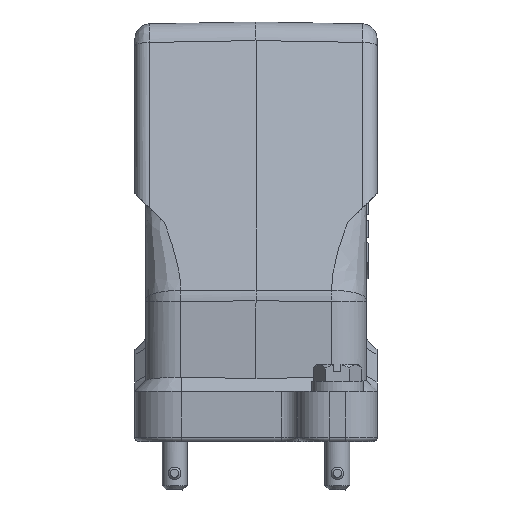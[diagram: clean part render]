
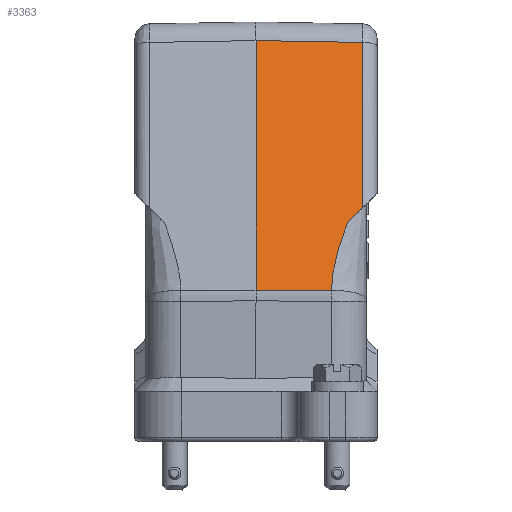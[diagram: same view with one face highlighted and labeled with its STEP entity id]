
A CAD part, left-side view. The second image highlights one B-rep face of the part: STEP entity #3363.
In plain terms, the highlighted planar face has unit normal (-0.966, -0.018, 0.259).
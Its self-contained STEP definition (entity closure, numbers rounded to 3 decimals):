
#2673=FACE_OUTER_BOUND('',#4146,.T.);
#3083=(
BOUNDED_CURVE()
B_SPLINE_CURVE(3,(#15407,#15408,#15409,#15410,#15411,#15412,#15413,#15414,
#15415,#15416),.UNSPECIFIED.,.F.,.F.)
B_SPLINE_CURVE_WITH_KNOTS((4,3,3,4),(0.,0.192,0.32,
1.),.UNSPECIFIED.)
CURVE()
GEOMETRIC_REPRESENTATION_ITEM()
RATIONAL_B_SPLINE_CURVE((1.,1.,1.,1.,1.,1.,1.,1.,1.,1.))
REPRESENTATION_ITEM('')
);
#3363=ADVANCED_FACE('',(#2673),#3756,.T.);
#3756=PLANE('',#10397);
#4146=EDGE_LOOP('',(#5203,#5204,#5205,#5206,#5207,#5208));
#5203=ORIENTED_EDGE('',*,*,#7847,.T.);
#5204=ORIENTED_EDGE('',*,*,#7848,.T.);
#5205=ORIENTED_EDGE('',*,*,#7838,.T.);
#5206=ORIENTED_EDGE('',*,*,#7849,.T.);
#5207=ORIENTED_EDGE('',*,*,#7850,.T.);
#5208=ORIENTED_EDGE('',*,*,#7851,.T.);
#7076=VERTEX_POINT('',#15374);
#7077=VERTEX_POINT('',#15375);
#7084=VERTEX_POINT('',#15402);
#7085=VERTEX_POINT('',#15403);
#7086=VERTEX_POINT('',#15406);
#7087=VERTEX_POINT('',#15417);
#7838=EDGE_CURVE('',#7076,#7077,#8667,.T.);
#7847=EDGE_CURVE('',#7084,#7085,#8675,.T.);
#7848=EDGE_CURVE('',#7085,#7076,#8676,.T.);
#7849=EDGE_CURVE('',#7077,#7086,#8677,.T.);
#7850=EDGE_CURVE('',#7086,#7087,#3083,.T.);
#7851=EDGE_CURVE('',#7087,#7084,#8678,.T.);
#8667=LINE('',#15373,#9242);
#8675=LINE('',#15401,#9250);
#8676=LINE('',#15404,#9251);
#8677=LINE('',#15405,#9252);
#8678=LINE('',#15418,#9253);
#9242=VECTOR('',#11580,1.);
#9250=VECTOR('',#11592,1.);
#9251=VECTOR('',#11593,1.);
#9252=VECTOR('',#11594,1.);
#9253=VECTOR('',#11595,1.);
#10397=AXIS2_PLACEMENT_3D('',#15419,#11596,#11597);
#11580=DIRECTION('',(-0.259,0.,-0.966));
#11592=DIRECTION('',(0.259,0.,0.966));
#11593=DIRECTION('',(-0.013,1.,0.017));
#11594=DIRECTION('',(0.017,-1.,-0.002));
#11595=DIRECTION('',(0.198,-0.693,0.693));
#11596=DIRECTION('',(-0.966,-0.017,0.259));
#11597=DIRECTION('',(0.259,0.,0.966));
#15373=CARTESIAN_POINT('',(-27.449,0.,82.45));
#15374=CARTESIAN_POINT('',(-28.641,0.,78.004));
#15375=CARTESIAN_POINT('',(-44.659,0.,18.221));
#15401=CARTESIAN_POINT('',(-27.119,-25.561,81.959));
#15402=CARTESIAN_POINT('',(-38.895,-25.561,38.011));
#15403=CARTESIAN_POINT('',(-28.298,-25.561,77.557));
#15404=CARTESIAN_POINT('',(-28.642,0.062,78.005));
#15405=CARTESIAN_POINT('',(-44.657,-0.153,18.221));
#15406=CARTESIAN_POINT('',(-44.344,-18.048,18.18));
#15407=CARTESIAN_POINT('',(-44.344,-18.048,18.18));
#15408=CARTESIAN_POINT('',(-43.235,-18.048,22.322));
#15409=CARTESIAN_POINT('',(-42.104,-19.277,26.458));
#15410=CARTESIAN_POINT('',(-40.974,-20.505,30.594));
#15411=CARTESIAN_POINT('',(-40.22,-21.324,33.351));
#15412=CARTESIAN_POINT('',(-39.453,-22.961,36.105));
#15413=CARTESIAN_POINT('',(-38.713,-22.961,38.866));
#15414=CARTESIAN_POINT('',(-34.775,-22.961,53.561));
#15415=CARTESIAN_POINT('',(-30.838,-22.961,68.256));
#15416=CARTESIAN_POINT('',(-26.9,-22.961,82.952));
#15417=CARTESIAN_POINT('',(-39.943,-21.895,34.345));
#15418=CARTESIAN_POINT('',(-35.851,-36.202,48.652));
#15419=CARTESIAN_POINT('',(-27.449,0.,82.45));
